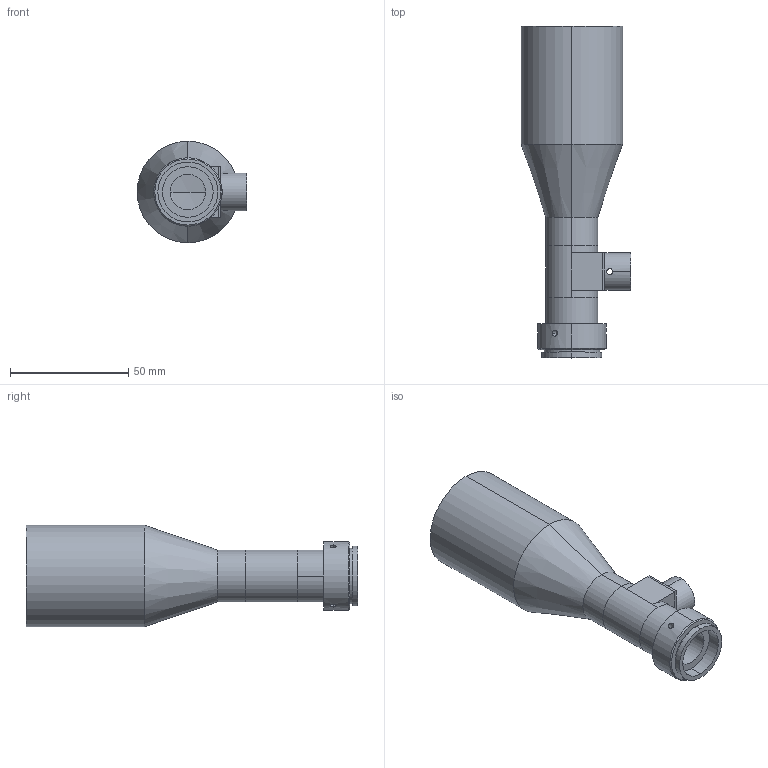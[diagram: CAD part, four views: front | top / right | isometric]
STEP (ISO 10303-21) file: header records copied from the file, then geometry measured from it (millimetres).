
FILE_DESCRIPTION (( 'STEP AP203' ), '1' );
FILE_NAME ('XF-T03X110D.STEP', '2019-11-23T07:30:22', ( 'puyufan' ), ( '' ), 'SwSTEP 2.0', 'SolidWorks 2014', '' );
FILE_SCHEMA (( 'CONFIG_CONTROL_DESIGN' ));
Length unit declared in the file: millimetre
Products named in the file (1): XF-T03X110D
Bounding box: 46.5 x 140.59 x 43 mm (x, y, z)
Surface area: 20828.3 mm2 (no closed solid volume)
Topology: 0 solids, 8 shells, 93 faces, 246 edges, 161 vertices
Faces by surface type: cylinder 57, plane 30, cone 4, sphere 2
Entity records: 3332 total; most frequent: CARTESIAN_POINT 889, DIRECTION 534, ORIENTED_EDGE 430, EDGE_CURVE 246, AXIS2_PLACEMENT_3D 214, VERTEX_POINT 161, CIRCLE 120, EDGE_LOOP 116
